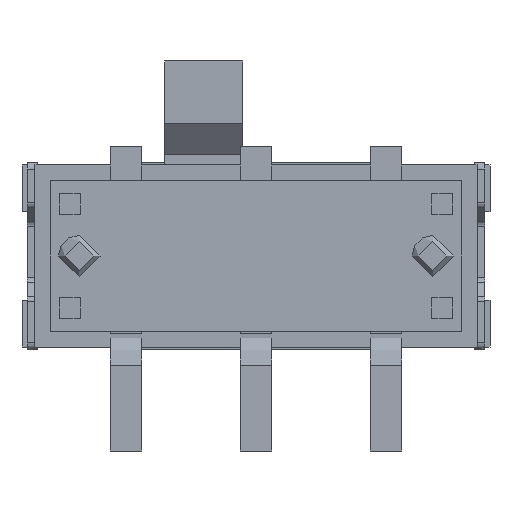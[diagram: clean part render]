
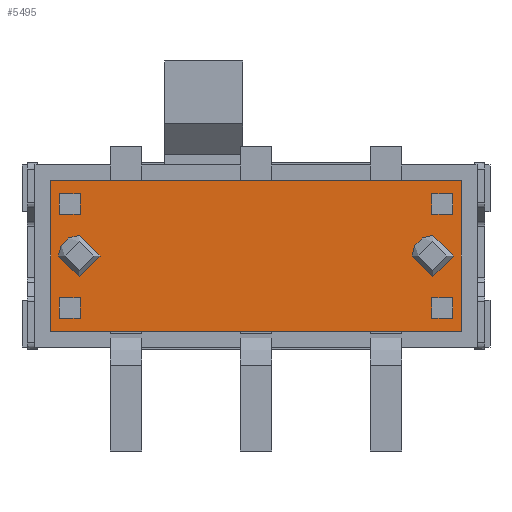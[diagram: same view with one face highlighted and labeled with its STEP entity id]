
A CAD part, front view. The second image highlights one B-rep face of the part: STEP entity #5495.
In plain terms, the highlighted planar face has unit normal (0, -1, 0).
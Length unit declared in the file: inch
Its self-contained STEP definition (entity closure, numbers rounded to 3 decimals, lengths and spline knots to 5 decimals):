
#118=FACE_BOUND('',#528,.T.);
#119=FACE_BOUND('',#529,.T.);
#120=FACE_BOUND('',#530,.T.);
#121=FACE_BOUND('',#531,.T.);
#122=FACE_BOUND('',#532,.T.);
#123=FACE_BOUND('',#533,.T.);
#130=CIRCLE('',#5813,0.01575);
#131=CIRCLE('',#5814,0.01575);
#224=FACE_OUTER_BOUND('',#527,.T.);
#527=EDGE_LOOP('',(#3527,#3528,#3529,#3530));
#528=EDGE_LOOP('',(#3531));
#529=EDGE_LOOP('',(#3532));
#530=EDGE_LOOP('',(#3533,#3534,#3535,#3536));
#531=EDGE_LOOP('',(#3537,#3538,#3539,#3540));
#532=EDGE_LOOP('',(#3541,#3542,#3543,#3544));
#533=EDGE_LOOP('',(#3545,#3546,#3547,#3548));
#842=LINE('',#7632,#1519);
#843=LINE('',#7634,#1520);
#844=LINE('',#7636,#1521);
#845=LINE('',#7637,#1522);
#846=LINE('',#7644,#1523);
#847=LINE('',#7646,#1524);
#848=LINE('',#7648,#1525);
#849=LINE('',#7649,#1526);
#850=LINE('',#7652,#1527);
#851=LINE('',#7654,#1528);
#852=LINE('',#7656,#1529);
#853=LINE('',#7657,#1530);
#854=LINE('',#7660,#1531);
#855=LINE('',#7662,#1532);
#856=LINE('',#7664,#1533);
#857=LINE('',#7665,#1534);
#858=LINE('',#7668,#1535);
#859=LINE('',#7670,#1536);
#860=LINE('',#7672,#1537);
#861=LINE('',#7673,#1538);
#1519=VECTOR('',#6195,0.11417);
#1520=VECTOR('',#6196,0.31102);
#1521=VECTOR('',#6197,0.11417);
#1522=VECTOR('',#6198,0.31102);
#1523=VECTOR('',#6203,0.01575);
#1524=VECTOR('',#6204,0.01575);
#1525=VECTOR('',#6205,0.01575);
#1526=VECTOR('',#6206,0.01575);
#1527=VECTOR('',#6207,0.01575);
#1528=VECTOR('',#6208,0.01575);
#1529=VECTOR('',#6209,0.01575);
#1530=VECTOR('',#6210,0.01575);
#1531=VECTOR('',#6211,0.01575);
#1532=VECTOR('',#6212,0.01575);
#1533=VECTOR('',#6213,0.01575);
#1534=VECTOR('',#6214,0.01575);
#1535=VECTOR('',#6215,0.01575);
#1536=VECTOR('',#6216,0.01575);
#1537=VECTOR('',#6217,0.01575);
#1538=VECTOR('',#6218,0.01575);
#2196=VERTEX_POINT('',#7630);
#2197=VERTEX_POINT('',#7631);
#2198=VERTEX_POINT('',#7633);
#2199=VERTEX_POINT('',#7635);
#2200=VERTEX_POINT('',#7638);
#2201=VERTEX_POINT('',#7640);
#2202=VERTEX_POINT('',#7642);
#2203=VERTEX_POINT('',#7643);
#2204=VERTEX_POINT('',#7645);
#2205=VERTEX_POINT('',#7647);
#2206=VERTEX_POINT('',#7650);
#2207=VERTEX_POINT('',#7651);
#2208=VERTEX_POINT('',#7653);
#2209=VERTEX_POINT('',#7655);
#2210=VERTEX_POINT('',#7658);
#2211=VERTEX_POINT('',#7659);
#2212=VERTEX_POINT('',#7661);
#2213=VERTEX_POINT('',#7663);
#2214=VERTEX_POINT('',#7666);
#2215=VERTEX_POINT('',#7667);
#2216=VERTEX_POINT('',#7669);
#2217=VERTEX_POINT('',#7671);
#2714=EDGE_CURVE('',#2196,#2197,#842,.T.);
#2715=EDGE_CURVE('',#2198,#2196,#843,.T.);
#2716=EDGE_CURVE('',#2199,#2198,#844,.T.);
#2717=EDGE_CURVE('',#2197,#2199,#845,.T.);
#2718=EDGE_CURVE('',#2200,#2200,#130,.T.);
#2719=EDGE_CURVE('',#2201,#2201,#131,.T.);
#2720=EDGE_CURVE('',#2202,#2203,#846,.T.);
#2721=EDGE_CURVE('',#2204,#2202,#847,.T.);
#2722=EDGE_CURVE('',#2205,#2204,#848,.T.);
#2723=EDGE_CURVE('',#2203,#2205,#849,.T.);
#2724=EDGE_CURVE('',#2206,#2207,#850,.T.);
#2725=EDGE_CURVE('',#2208,#2206,#851,.T.);
#2726=EDGE_CURVE('',#2209,#2208,#852,.T.);
#2727=EDGE_CURVE('',#2207,#2209,#853,.T.);
#2728=EDGE_CURVE('',#2210,#2211,#854,.T.);
#2729=EDGE_CURVE('',#2212,#2210,#855,.T.);
#2730=EDGE_CURVE('',#2213,#2212,#856,.T.);
#2731=EDGE_CURVE('',#2211,#2213,#857,.T.);
#2732=EDGE_CURVE('',#2214,#2215,#858,.T.);
#2733=EDGE_CURVE('',#2216,#2214,#859,.T.);
#2734=EDGE_CURVE('',#2217,#2216,#860,.T.);
#2735=EDGE_CURVE('',#2215,#2217,#861,.T.);
#3527=ORIENTED_EDGE('',*,*,#2714,.F.);
#3528=ORIENTED_EDGE('',*,*,#2715,.F.);
#3529=ORIENTED_EDGE('',*,*,#2716,.F.);
#3530=ORIENTED_EDGE('',*,*,#2717,.F.);
#3531=ORIENTED_EDGE('',*,*,#2718,.F.);
#3532=ORIENTED_EDGE('',*,*,#2719,.F.);
#3533=ORIENTED_EDGE('',*,*,#2720,.F.);
#3534=ORIENTED_EDGE('',*,*,#2721,.F.);
#3535=ORIENTED_EDGE('',*,*,#2722,.F.);
#3536=ORIENTED_EDGE('',*,*,#2723,.F.);
#3537=ORIENTED_EDGE('',*,*,#2724,.F.);
#3538=ORIENTED_EDGE('',*,*,#2725,.F.);
#3539=ORIENTED_EDGE('',*,*,#2726,.F.);
#3540=ORIENTED_EDGE('',*,*,#2727,.F.);
#3541=ORIENTED_EDGE('',*,*,#2728,.F.);
#3542=ORIENTED_EDGE('',*,*,#2729,.F.);
#3543=ORIENTED_EDGE('',*,*,#2730,.F.);
#3544=ORIENTED_EDGE('',*,*,#2731,.F.);
#3545=ORIENTED_EDGE('',*,*,#2732,.F.);
#3546=ORIENTED_EDGE('',*,*,#2733,.F.);
#3547=ORIENTED_EDGE('',*,*,#2734,.F.);
#3548=ORIENTED_EDGE('',*,*,#2735,.F.);
#5153=PLANE('',#5812);
#5495=ADVANCED_FACE('',(#224,#118,#119,#120,#121,#122,#123),#5153,.F.);
#5812=AXIS2_PLACEMENT_3D('',#7629,#6193,#6194);
#5813=AXIS2_PLACEMENT_3D('',#7639,#6199,#6200);
#5814=AXIS2_PLACEMENT_3D('',#7641,#6201,#6202);
#6193=DIRECTION('center_axis',(0.,1.,0.));
#6194=DIRECTION('ref_axis',(1.,0.,0.));
#6195=DIRECTION('',(0.,0.,-1.));
#6196=DIRECTION('',(1.,0.,0.));
#6197=DIRECTION('',(0.,0.,1.));
#6198=DIRECTION('',(-1.,0.,0.));
#6199=DIRECTION('center_axis',(0.,-1.,0.));
#6200=DIRECTION('ref_axis',(1.,0.,0.));
#6201=DIRECTION('center_axis',(0.,-1.,0.));
#6202=DIRECTION('ref_axis',(1.,0.,0.));
#6203=DIRECTION('',(-1.,0.,0.));
#6204=DIRECTION('',(0.,0.,1.));
#6205=DIRECTION('',(1.,0.,0.));
#6206=DIRECTION('',(0.,0.,-1.));
#6207=DIRECTION('',(0.,0.,-1.));
#6208=DIRECTION('',(-1.,0.,0.));
#6209=DIRECTION('',(0.,0.,1.));
#6210=DIRECTION('',(1.,0.,0.));
#6211=DIRECTION('',(0.,0.,1.));
#6212=DIRECTION('',(1.,0.,0.));
#6213=DIRECTION('',(0.,0.,-1.));
#6214=DIRECTION('',(-1.,0.,0.));
#6215=DIRECTION('',(1.,0.,0.));
#6216=DIRECTION('',(0.,0.,-1.));
#6217=DIRECTION('',(-1.,0.,0.));
#6218=DIRECTION('',(0.,0.,1.));
#7629=CARTESIAN_POINT('Origin',(0.,0.,0.));
#7630=CARTESIAN_POINT('',(0.15551,0.,0.05709));
#7631=CARTESIAN_POINT('',(0.15551,0.,-0.05709));
#7632=CARTESIAN_POINT('',(0.15551,0.,0.05709));
#7633=CARTESIAN_POINT('',(-0.15551,0.,0.05709));
#7634=CARTESIAN_POINT('',(-0.15551,0.,0.05709));
#7635=CARTESIAN_POINT('',(-0.15551,0.,-0.05709));
#7636=CARTESIAN_POINT('',(-0.15551,0.,-0.05709));
#7637=CARTESIAN_POINT('',(0.15551,0.,-0.05709));
#7638=CARTESIAN_POINT('',(0.11811,0.,0.));
#7639=CARTESIAN_POINT('Origin',(0.13386,0.,0.));
#7640=CARTESIAN_POINT('',(-0.14961,0.,0.));
#7641=CARTESIAN_POINT('Origin',(-0.13386,0.,0.));
#7642=CARTESIAN_POINT('',(-0.13307,0.,-0.0315));
#7643=CARTESIAN_POINT('',(-0.14882,0.,-0.0315));
#7644=CARTESIAN_POINT('',(-0.13307,0.,-0.0315));
#7645=CARTESIAN_POINT('',(-0.13307,0.,-0.04724));
#7646=CARTESIAN_POINT('',(-0.13307,0.,-0.04724));
#7647=CARTESIAN_POINT('',(-0.14882,0.,-0.04724));
#7648=CARTESIAN_POINT('',(-0.14882,0.,-0.04724));
#7649=CARTESIAN_POINT('',(-0.14882,0.,-0.0315));
#7650=CARTESIAN_POINT('',(0.13307,0.,-0.0315));
#7651=CARTESIAN_POINT('',(0.13307,0.,-0.04724));
#7652=CARTESIAN_POINT('',(0.13307,0.,-0.0315));
#7653=CARTESIAN_POINT('',(0.14882,0.,-0.0315));
#7654=CARTESIAN_POINT('',(0.14882,0.,-0.0315));
#7655=CARTESIAN_POINT('',(0.14882,0.,-0.04724));
#7656=CARTESIAN_POINT('',(0.14882,0.,-0.04724));
#7657=CARTESIAN_POINT('',(0.13307,0.,-0.04724));
#7658=CARTESIAN_POINT('',(-0.13307,0.,0.0315));
#7659=CARTESIAN_POINT('',(-0.13307,0.,0.04724));
#7660=CARTESIAN_POINT('',(-0.13307,0.,0.0315));
#7661=CARTESIAN_POINT('',(-0.14882,0.,0.0315));
#7662=CARTESIAN_POINT('',(-0.14882,0.,0.0315));
#7663=CARTESIAN_POINT('',(-0.14882,0.,0.04724));
#7664=CARTESIAN_POINT('',(-0.14882,0.,0.04724));
#7665=CARTESIAN_POINT('',(-0.13307,0.,0.04724));
#7666=CARTESIAN_POINT('',(0.13307,0.,0.0315));
#7667=CARTESIAN_POINT('',(0.14882,0.,0.0315));
#7668=CARTESIAN_POINT('',(0.13307,0.,0.0315));
#7669=CARTESIAN_POINT('',(0.13307,0.,0.04724));
#7670=CARTESIAN_POINT('',(0.13307,0.,0.04724));
#7671=CARTESIAN_POINT('',(0.14882,0.,0.04724));
#7672=CARTESIAN_POINT('',(0.14882,0.,0.04724));
#7673=CARTESIAN_POINT('',(0.14882,0.,0.0315));
